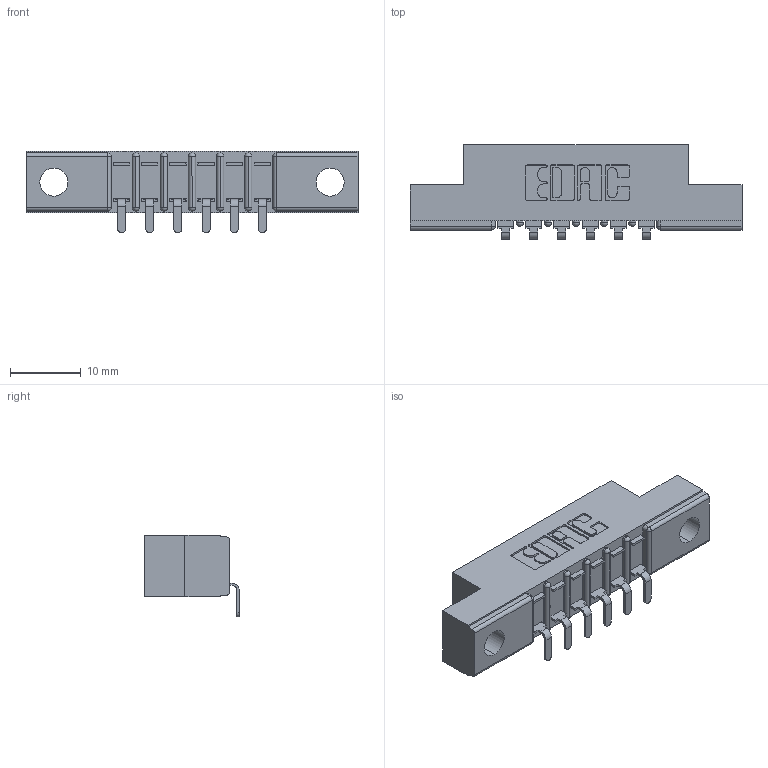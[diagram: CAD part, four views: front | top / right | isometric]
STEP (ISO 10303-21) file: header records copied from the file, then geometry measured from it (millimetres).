
FILE_DESCRIPTION (( 'STEP AP203' ), '1' );
FILE_NAME ('357-006-553-104.STEP', '2018-08-06T23:16:24', ( '' ), ( '' ), 'SwSTEP 2.0', 'SolidWorks 2016', '' );
FILE_SCHEMA (( 'CONFIG_CONTROL_DESIGN' ));
Length unit declared in the file: inch
Products named in the file (3): 307 Part_.156 Dia Mounting Holes; 307-290-002_553; 357-006-553-104
Assembly tree (7 placements, depth 2):
  357-006-553-104
    307 Part_.156 Dia Mounting Holes
    307-290-002_553  x6
Bounding box: 46.79 x 13.32 x 11.51 mm (x, y, z)
Volume: 2974.4 mm3; surface area: 4412.9 mm2
Topology: 7 solids, 7 shells, 607 faces, 1823 edges, 1194 vertices
Faces by surface type: plane 366, cylinder 227, sphere 14
Entity records: 10854 total; most frequent: CARTESIAN_POINT 1830, ORIENTED_EDGE 1818, DIRECTION 1787, EDGE_CURVE 909, LINE 685, VECTOR 685, VERTEX_POINT 594, AXIS2_PLACEMENT_3D 551
